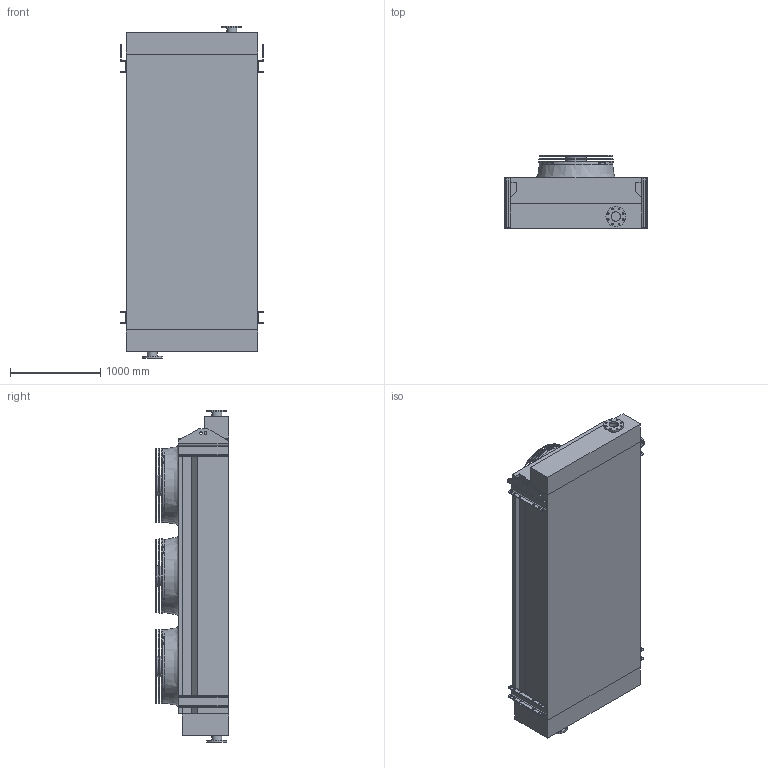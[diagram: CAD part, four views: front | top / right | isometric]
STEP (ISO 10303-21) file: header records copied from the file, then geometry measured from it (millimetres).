
FILE_DESCRIPTION (( 'STEP AP203' ), '1' );
FILE_NAME ('BOC__03C_I.STEP', '2017-03-24T09:47:01', ( 'Alfa Laval' ), ( 'Alfa Laval' ), 'SwSTEP 2.0', 'SolidWorks 2016', '' );
FILE_SCHEMA (( 'CONFIG_CONTROL_DESIGN' ));
Length unit declared in the file: millimetre
Products named in the file (4): BO_ON BOARD_LIGHT_BOCF_36T_C_3M; BOFE_I_LIGHT_BOC3C; BOFA_LIGHT_�800; BOC__03C_I
Assembly tree (5 placements, depth 2):
  BOC__03C_I
    BO_ON BOARD_LIGHT_BOCF_36T_C_3M
    BOFE_I_LIGHT_BOC3C
    BOFA_LIGHT_�800  x3
Bounding box: 1580 x 812 x 3670 mm (x, y, z)
Volume: 3002569999.7 mm3; surface area: 24976233.9 mm2
Topology: 64 solids, 67 shells, 800 faces, 1944 edges, 1296 vertices
Faces by surface type: plane 338, cylinder 282, torus 159, cone 18, bspline 3
Full cylindrical faces by diameter (mm): 18 x16, 25 x12, 30 x4, 103 x2, 108 x2, 220 x2, 228 x3, 236 x3, 262.56 x3, 276 x3, 308 x3, 328 x3, 405 x3, 425 x3, 502 x3, 522 x3, 599 x3, 619 x3, 696 x3, 716 x3, 793 x3, 812 x3
Entity records: 16271 total; most frequent: CARTESIAN_POINT 4902, DIRECTION 2357, ORIENTED_EDGE 2068, EDGE_CURVE 1034, AXIS2_PLACEMENT_3D 934, VERTEX_POINT 726, EDGE_LOOP 668, FACE_OUTER_BOUND 504
